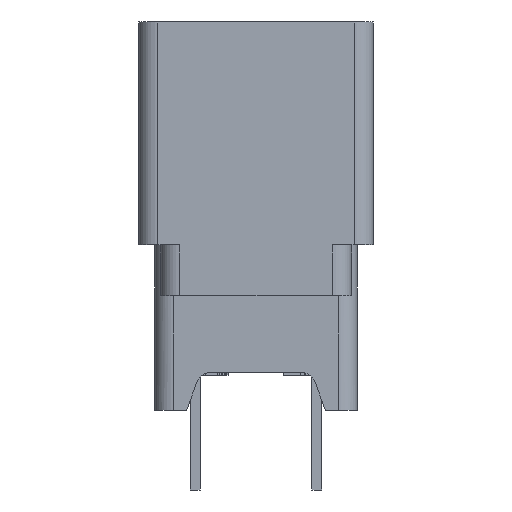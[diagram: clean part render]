
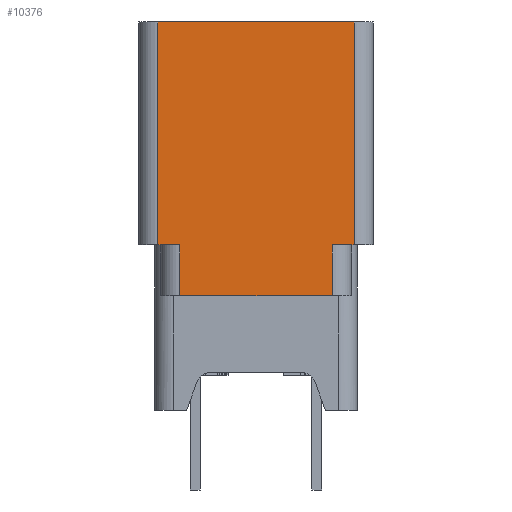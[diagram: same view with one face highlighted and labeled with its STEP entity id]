
A CAD part, left-side view. The second image highlights one B-rep face of the part: STEP entity #10376.
In plain terms, the highlighted planar face has unit normal (-1, 0, 0).
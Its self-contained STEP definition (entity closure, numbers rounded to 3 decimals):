
#521=FACE_OUTER_BOUND($,#1222,.T.);
#1222=EDGE_LOOP($,(#7019,#7020,#7021,#7022,#7023,#7024,#7025,#7026));
#2004=LINE($,#15542,#3235);
#2005=LINE($,#15544,#3236);
#2006=LINE($,#15546,#3237);
#2007=LINE($,#15548,#3238);
#2008=LINE($,#15550,#3239);
#2009=LINE($,#15552,#3240);
#2010=LINE($,#15554,#3241);
#2011=LINE($,#15555,#3242);
#3235=VECTOR($,#12376,2.032);
#3236=VECTOR($,#12377,0.864);
#3237=VECTOR($,#12378,8.89);
#3238=VECTOR($,#12379,7.823);
#3239=VECTOR($,#12380,8.89);
#3240=VECTOR($,#12381,0.864);
#3241=VECTOR($,#12382,2.032);
#3242=VECTOR($,#12383,6.096);
#4432=VERTEX_POINT($,#15540);
#4433=VERTEX_POINT($,#15541);
#4434=VERTEX_POINT($,#15543);
#4435=VERTEX_POINT($,#15545);
#4436=VERTEX_POINT($,#15547);
#4437=VERTEX_POINT($,#15549);
#4438=VERTEX_POINT($,#15551);
#4439=VERTEX_POINT($,#15553);
#5449=EDGE_CURVE($,#4432,#4433,#2004,.T.);
#5450=EDGE_CURVE($,#4432,#4434,#2005,.T.);
#5451=EDGE_CURVE($,#4434,#4435,#2006,.T.);
#5452=EDGE_CURVE($,#4436,#4435,#2007,.T.);
#5453=EDGE_CURVE($,#4436,#4437,#2008,.T.);
#5454=EDGE_CURVE($,#4437,#4438,#2009,.T.);
#5455=EDGE_CURVE($,#4438,#4439,#2010,.T.);
#5456=EDGE_CURVE($,#4433,#4439,#2011,.T.);
#7019=ORIENTED_EDGE($,*,*,#5449,.F.);
#7020=ORIENTED_EDGE($,*,*,#5450,.T.);
#7021=ORIENTED_EDGE($,*,*,#5451,.T.);
#7022=ORIENTED_EDGE($,*,*,#5452,.F.);
#7023=ORIENTED_EDGE($,*,*,#5453,.T.);
#7024=ORIENTED_EDGE($,*,*,#5454,.T.);
#7025=ORIENTED_EDGE($,*,*,#5455,.T.);
#7026=ORIENTED_EDGE($,*,*,#5456,.F.);
#9796=PLANE($,#11278);
#10376=ADVANCED_FACE($,(#521),#9796,.F.);
#11278=AXIS2_PLACEMENT_3D($,#15539,#12374,#12375);
#12374=DIRECTION('center_axis',(1.,0.,0.));
#12375=DIRECTION('ref_axis',(0.,-1.,0.));
#12376=DIRECTION($,(0.,0.,-1.));
#12377=DIRECTION($,(0.,-1.,0.));
#12378=DIRECTION($,(0.,0.,1.));
#12379=DIRECTION($,(0.,-1.,0.));
#12380=DIRECTION($,(0.,0.,-1.));
#12381=DIRECTION($,(0.,-1.,0.));
#12382=DIRECTION($,(0.,0.,-1.));
#12383=DIRECTION($,(0.,1.,0.));
#15539=CARTESIAN_POINT('Origin',(-35.052,0.,15.494));
#15540=CARTESIAN_POINT('',(-35.052,-3.048,6.604));
#15541=CARTESIAN_POINT('',(-35.052,-3.048,4.572));
#15542=CARTESIAN_POINT($,(-35.052,-3.048,6.604));
#15543=CARTESIAN_POINT('',(-35.052,-3.912,6.604));
#15544=CARTESIAN_POINT($,(-35.052,-3.048,6.604));
#15545=CARTESIAN_POINT('',(-35.052,-3.912,15.494));
#15546=CARTESIAN_POINT($,(-35.052,-3.912,6.604));
#15547=CARTESIAN_POINT('',(-35.052,3.912,15.494));
#15548=CARTESIAN_POINT($,(-35.052,3.912,15.494));
#15549=CARTESIAN_POINT('',(-35.052,3.912,6.604));
#15550=CARTESIAN_POINT($,(-35.052,3.912,15.494));
#15551=CARTESIAN_POINT('',(-35.052,3.048,6.604));
#15552=CARTESIAN_POINT($,(-35.052,3.912,6.604));
#15553=CARTESIAN_POINT('',(-35.052,3.048,4.572));
#15554=CARTESIAN_POINT($,(-35.052,3.048,6.604));
#15555=CARTESIAN_POINT($,(-35.052,-3.048,4.572));
